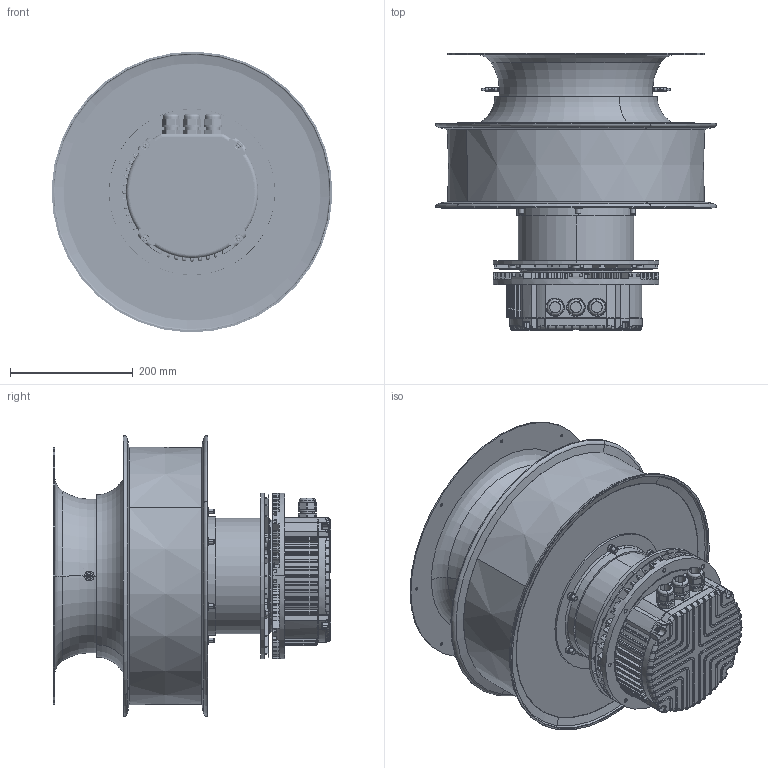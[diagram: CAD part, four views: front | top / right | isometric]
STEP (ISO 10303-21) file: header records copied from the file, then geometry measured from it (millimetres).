
FILE_DESCRIPTION((''),'2;1');
FILE_NAME('1195998_ASM','2023-08-01T10:59:05',('mkulawiak'),(''),'CREO PARAMETRIC BY PTC INC, 2022014','CREO PARAMETRIC BY PTC INC, 2022014','');
FILE_SCHEMA(('CONFIG_CONTROL_DESIGN'));
Products named in the file (11): 1196000; 1172581; 1172582; 1196421; 1196420_ASM; 1171820; 1173619; 1173620; 1195167; 1111787; 1195998_ASM
Assembly tree (24 placements, depth 3):
  1195998_ASM
    1196000
    1196420_ASM
      1172581
      1172582
      1196421  x7
    1171820
    1173619  x2
    1173620  x2
    1195167  x6
    1111787  x2
Bounding box: 456.69 x 451.3 x 456.69 mm (x, y, z)
Volume: 23008807.3 mm3; surface area: 2396122.7 mm2
Topology: 29 solids, 44 shells, 3778 faces, 10817 edges, 6852 vertices
Faces by surface type: plane 1584, cylinder 1304, torus 346, cone 234, sphere 178, bspline 76, extrusion 56
Entity records: 108781 total; most frequent: CARTESIAN_POINT 29484, ORIENTED_EDGE 16938, DIRECTION 16563, EDGE_CURVE 8575, AXIS2_PLACEMENT_3D 6387, VERTEX_POINT 5510, VECTOR 3789, LINE 3781
